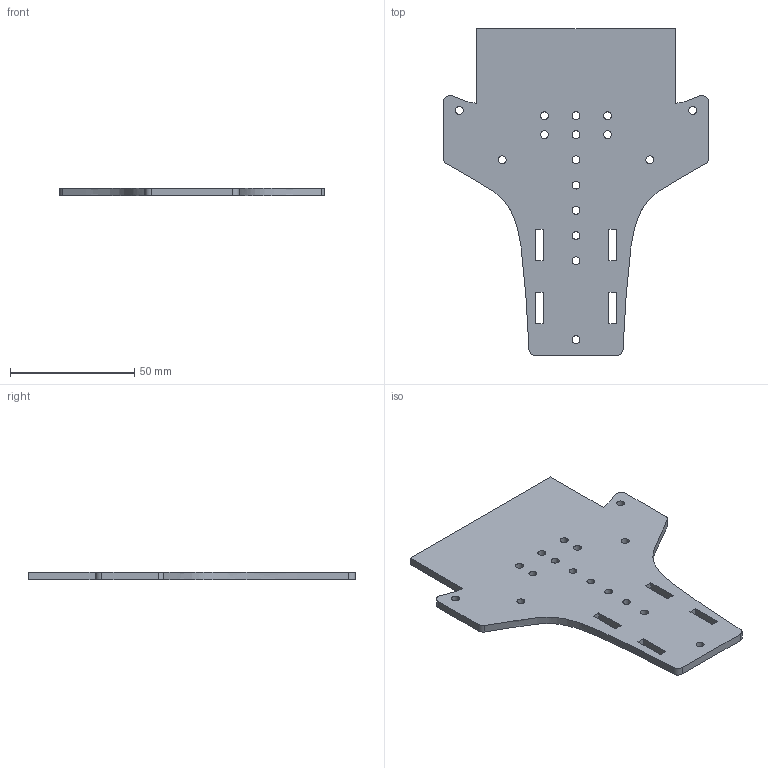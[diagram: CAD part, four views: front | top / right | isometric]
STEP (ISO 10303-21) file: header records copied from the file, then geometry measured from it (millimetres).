
FILE_DESCRIPTION( ( '' ), ' ' );
FILE_NAME( '5ac86848e585130ec94c69fe.step', '2018-04-07T06:42:16', ( '' ), ( '' ), ' ', ' ', ' ' );
FILE_SCHEMA( ( 'AUTOMOTIVE_DESIGN { 1 0 10303 214 1 1 1 1 }' ) );
Length unit declared in the file: metre
Products named in the file (1): Part 4
Bounding box: 106.68 x 131.6 x 3.17 mm (x, y, z)
Volume: 27323.8 mm3; surface area: 19518.9 mm2
Topology: 1 solids, 1 shells, 52 faces, 150 edges, 100 vertices
Faces by surface type: plane 26, cylinder 24, extrusion 2
Full cylindrical faces by diameter (mm): 3.175 x16
Entity records: 2182 total; most frequent: CARTESIAN_POINT 323, DIRECTION 282, ORIENTED_EDGE 268, EDGE_CURVE 134, EDGE_LOOP 108, VERTEX_POINT 100, AXIS2_PLACEMENT_3D 99, VECTOR 84
